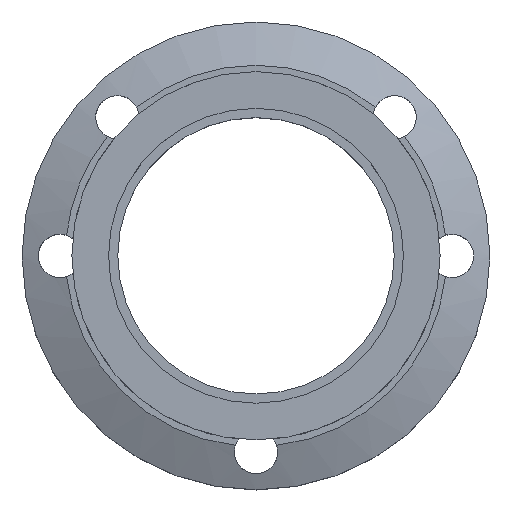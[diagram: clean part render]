
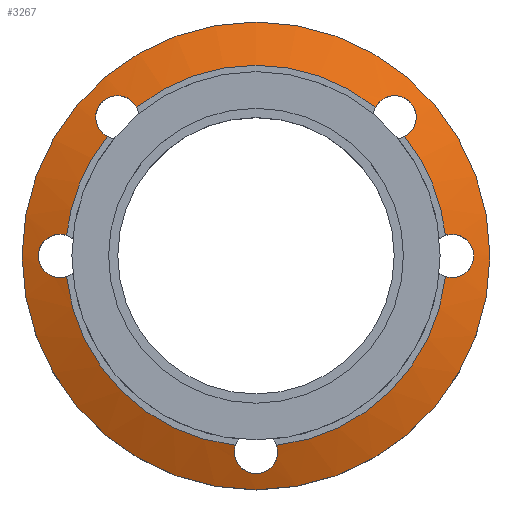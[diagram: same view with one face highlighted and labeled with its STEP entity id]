
A CAD part, top view. The second image highlights one B-rep face of the part: STEP entity #3267.
In plain terms, the highlighted conical face has half-angle 68.199 degrees and reference radius 27 mm.
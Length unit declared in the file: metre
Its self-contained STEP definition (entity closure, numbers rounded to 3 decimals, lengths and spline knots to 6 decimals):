
#23=CONICAL_SURFACE('',#3500,0.027,1.19);
#31=B_SPLINE_CURVE_WITH_KNOTS('',3,(#5253,#5254,#5255,#5256,#5257,#5258,
#5259,#5260,#5261),.UNSPECIFIED.,.F.,.F.,(4,1,1,1,1,1,4),(0.000001,
0.002433,0.00365,0.004866,0.006082,
0.007299,0.009732),.UNSPECIFIED.);
#33=B_SPLINE_CURVE_WITH_KNOTS('',3,(#5282,#5283,#5284,#5285,#5286,#5287,
#5288,#5289,#5290),.UNSPECIFIED.,.F.,.F.,(4,1,1,1,1,1,4),(0.000001,
0.002433,0.00365,0.004866,0.006082,
0.007299,0.009732),.UNSPECIFIED.);
#35=B_SPLINE_CURVE_WITH_KNOTS('',3,(#5311,#5312,#5313,#5314,#5315,#5316,
#5317,#5318,#5319),.UNSPECIFIED.,.F.,.F.,(4,1,1,1,1,1,4),(0.000001,
0.002433,0.00365,0.004866,0.006082,
0.007299,0.009732),.UNSPECIFIED.);
#37=B_SPLINE_CURVE_WITH_KNOTS('',3,(#5340,#5341,#5342,#5343,#5344,#5345,
#5346,#5347,#5348),.UNSPECIFIED.,.F.,.F.,(4,1,1,1,1,1,4),(0.000001,
0.002433,0.00365,0.004866,0.006082,
0.007299,0.009732),.UNSPECIFIED.);
#39=B_SPLINE_CURVE_WITH_KNOTS('',3,(#5369,#5370,#5371,#5372,#5373,#5374,
#5375,#5376,#5377),.UNSPECIFIED.,.F.,.F.,(4,1,1,1,1,1,4),(0.000001,
0.002433,0.00365,0.004866,0.006082,
0.007299,0.009732),.UNSPECIFIED.);
#441=ORIENTED_EDGE('',*,*,#1456,.F.);
#442=ORIENTED_EDGE('',*,*,#1457,.F.);
#443=ORIENTED_EDGE('',*,*,#1438,.T.);
#444=ORIENTED_EDGE('',*,*,#1452,.F.);
#445=ORIENTED_EDGE('',*,*,#1417,.T.);
#446=ORIENTED_EDGE('',*,*,#1455,.F.);
#447=ORIENTED_EDGE('',*,*,#1424,.T.);
#448=ORIENTED_EDGE('',*,*,#1453,.F.);
#449=ORIENTED_EDGE('',*,*,#1431,.T.);
#450=ORIENTED_EDGE('',*,*,#1454,.F.);
#451=ORIENTED_EDGE('',*,*,#1410,.T.);
#1410=EDGE_CURVE('',#1933,#1932,#31,.T.);
#1417=EDGE_CURVE('',#1940,#1939,#33,.T.);
#1424=EDGE_CURVE('',#1947,#1946,#35,.T.);
#1431=EDGE_CURVE('',#1954,#1953,#37,.T.);
#1438=EDGE_CURVE('',#1961,#1960,#39,.T.);
#1452=EDGE_CURVE('',#1940,#1960,#2311,.F.);
#1453=EDGE_CURVE('',#1954,#1946,#2312,.F.);
#1454=EDGE_CURVE('',#1933,#1953,#2313,.F.);
#1455=EDGE_CURVE('',#1947,#1939,#2314,.F.);
#1456=EDGE_CURVE('',#1965,#1965,#2315,.T.);
#1457=EDGE_CURVE('',#1961,#1932,#2316,.F.);
#1932=VERTEX_POINT('',#5252);
#1933=VERTEX_POINT('',#5262);
#1939=VERTEX_POINT('',#5281);
#1940=VERTEX_POINT('',#5291);
#1946=VERTEX_POINT('',#5310);
#1947=VERTEX_POINT('',#5320);
#1953=VERTEX_POINT('',#5339);
#1954=VERTEX_POINT('',#5349);
#1960=VERTEX_POINT('',#5368);
#1961=VERTEX_POINT('',#5378);
#1965=VERTEX_POINT('',#5416);
#2311=CIRCLE('',#3493,0.022);
#2312=CIRCLE('',#3495,0.022);
#2313=CIRCLE('',#3497,0.022);
#2314=CIRCLE('',#3499,0.022);
#2315=CIRCLE('',#3501,0.027);
#2316=CIRCLE('',#3502,0.022);
#2658=EDGE_LOOP('',(#441));
#2659=EDGE_LOOP('',(#442,#443,#444,#445,#446,#447,#448,#449,#450,#451));
#2881=FACE_BOUND('',#2658,.T.);
#2882=FACE_BOUND('',#2659,.T.);
#3267=ADVANCED_FACE('',(#2881,#2882),#23,.T.);
#3493=AXIS2_PLACEMENT_3D('',#5407,#4085,#4086);
#3495=AXIS2_PLACEMENT_3D('',#5409,#4089,#4090);
#3497=AXIS2_PLACEMENT_3D('',#5411,#4093,#4094);
#3499=AXIS2_PLACEMENT_3D('',#5413,#4097,#4098);
#3500=AXIS2_PLACEMENT_3D('',#5414,#4099,#4100);
#3501=AXIS2_PLACEMENT_3D('',#5415,#4101,#4102);
#3502=AXIS2_PLACEMENT_3D('',#5417,#4103,#4104);
#4085=DIRECTION('',(0.,0.,-1.));
#4086=DIRECTION('',(-1.,0.,0.));
#4089=DIRECTION('',(0.,0.,-1.));
#4090=DIRECTION('',(-1.,0.,0.));
#4093=DIRECTION('',(0.,0.,-1.));
#4094=DIRECTION('',(-1.,0.,0.));
#4097=DIRECTION('',(0.,0.,-1.));
#4098=DIRECTION('',(-1.,0.,0.));
#4099=DIRECTION('',(0.,0.,-1.));
#4100=DIRECTION('',(-1.,0.,0.));
#4101=DIRECTION('',(0.,0.,-1.));
#4102=DIRECTION('',(-1.,0.,0.));
#4103=DIRECTION('',(0.,0.,-1.));
#4104=DIRECTION('',(-1.,0.,0.));
#5252=CARTESIAN_POINT('',(0.021871,-0.002383,-0.005));
#5253=CARTESIAN_POINT('',(0.021871,0.002383,-0.005));
#5254=CARTESIAN_POINT('',(0.0226,0.002615,-0.0053));
#5255=CARTESIAN_POINT('',(0.023827,0.002435,-0.005776));
#5256=CARTESIAN_POINT('',(0.024919,0.001227,-0.006176));
#5257=CARTESIAN_POINT('',(0.02523,0.000003,-0.006288));
#5258=CARTESIAN_POINT('',(0.024924,-0.001218,-0.006178));
#5259=CARTESIAN_POINT('',(0.023828,-0.002438,-0.005777));
#5260=CARTESIAN_POINT('',(0.022601,-0.002615,-0.0053));
#5261=CARTESIAN_POINT('',(0.021871,-0.002383,-0.005));
#5262=CARTESIAN_POINT('',(0.021871,0.002383,-0.005));
#5281=CARTESIAN_POINT('',(-0.021871,0.002383,-0.005));
#5282=CARTESIAN_POINT('',(-0.021871,-0.002383,-0.005));
#5283=CARTESIAN_POINT('',(-0.0226,-0.002615,-0.0053));
#5284=CARTESIAN_POINT('',(-0.023827,-0.002435,-0.005776));
#5285=CARTESIAN_POINT('',(-0.024919,-0.001227,-0.006176));
#5286=CARTESIAN_POINT('',(-0.02523,-0.000003,-0.006288));
#5287=CARTESIAN_POINT('',(-0.024924,0.001218,-0.006178));
#5288=CARTESIAN_POINT('',(-0.023828,0.002438,-0.005777));
#5289=CARTESIAN_POINT('',(-0.022601,0.002615,-0.0053));
#5290=CARTESIAN_POINT('',(-0.021871,0.002383,-0.005));
#5291=CARTESIAN_POINT('',(-0.021871,-0.002383,-0.005));
#5310=CARTESIAN_POINT('',(-0.01378,0.01715,-0.005));
#5311=CARTESIAN_POINT('',(-0.01715,0.01378,-0.005));
#5312=CARTESIAN_POINT('',(-0.01783,0.014132,-0.0053));
#5313=CARTESIAN_POINT('',(-0.01857,0.015126,-0.005776));
#5314=CARTESIAN_POINT('',(-0.018488,0.016753,-0.006176));
#5315=CARTESIAN_POINT('',(-0.017842,0.017839,-0.006288));
#5316=CARTESIAN_POINT('',(-0.016763,0.018485,-0.006178));
#5317=CARTESIAN_POINT('',(-0.015125,0.018573,-0.005777));
#5318=CARTESIAN_POINT('',(-0.014132,0.01783,-0.0053));
#5319=CARTESIAN_POINT('',(-0.01378,0.01715,-0.005));
#5320=CARTESIAN_POINT('',(-0.01715,0.01378,-0.005));
#5339=CARTESIAN_POINT('',(0.01715,0.01378,-0.005));
#5340=CARTESIAN_POINT('',(0.01378,0.01715,-0.005));
#5341=CARTESIAN_POINT('',(0.014132,0.01783,-0.0053));
#5342=CARTESIAN_POINT('',(0.015126,0.01857,-0.005776));
#5343=CARTESIAN_POINT('',(0.016753,0.018488,-0.006176));
#5344=CARTESIAN_POINT('',(0.017839,0.017842,-0.006288));
#5345=CARTESIAN_POINT('',(0.018485,0.016763,-0.006178));
#5346=CARTESIAN_POINT('',(0.018573,0.015125,-0.005777));
#5347=CARTESIAN_POINT('',(0.01783,0.014132,-0.0053));
#5348=CARTESIAN_POINT('',(0.01715,0.01378,-0.005));
#5349=CARTESIAN_POINT('',(0.01378,0.01715,-0.005));
#5368=CARTESIAN_POINT('',(-0.002383,-0.021871,-0.005));
#5369=CARTESIAN_POINT('',(0.002383,-0.021871,-0.005));
#5370=CARTESIAN_POINT('',(0.002615,-0.0226,-0.0053));
#5371=CARTESIAN_POINT('',(0.002435,-0.023827,-0.005776));
#5372=CARTESIAN_POINT('',(0.001227,-0.024919,-0.006176));
#5373=CARTESIAN_POINT('',(0.000003,-0.02523,-0.006288));
#5374=CARTESIAN_POINT('',(-0.001218,-0.024924,-0.006178));
#5375=CARTESIAN_POINT('',(-0.002438,-0.023828,-0.005777));
#5376=CARTESIAN_POINT('',(-0.002615,-0.022601,-0.0053));
#5377=CARTESIAN_POINT('',(-0.002383,-0.021871,-0.005));
#5378=CARTESIAN_POINT('',(0.002383,-0.021871,-0.005));
#5407=CARTESIAN_POINT('',(0.,0.,-0.005));
#5409=CARTESIAN_POINT('',(0.,0.,-0.005));
#5411=CARTESIAN_POINT('',(0.,0.,-0.005));
#5413=CARTESIAN_POINT('',(0.,0.,-0.005));
#5414=CARTESIAN_POINT('',(0.,0.,-0.007));
#5415=CARTESIAN_POINT('',(0.,0.,-0.007));
#5416=CARTESIAN_POINT('',(-0.027,0.,-0.007));
#5417=CARTESIAN_POINT('',(0.,0.,-0.005));
